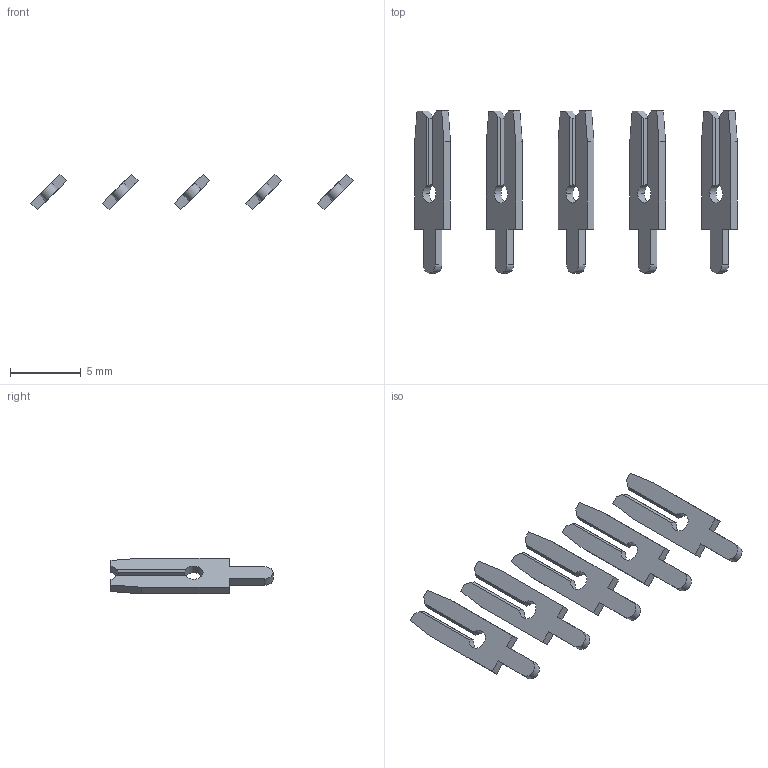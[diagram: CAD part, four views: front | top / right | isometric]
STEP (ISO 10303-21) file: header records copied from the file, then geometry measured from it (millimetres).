
FILE_DESCRIPTION (( 'STEP AP203' ), '1' );
FILE_NAME ('106-005-250-200.STEP', '2020-04-16T18:18:13', ( '' ), ( '' ), 'SwSTEP 2.0', 'SolidWorks 2016', '' );
FILE_SCHEMA (( 'CONFIG_CONTROL_DESIGN' ));
Length unit declared in the file: inch
Products named in the file (2): 106-005-250-200; 100-290-001_100-290-250
Assembly tree (5 placements, depth 2):
  106-005-250-200
    100-290-001_100-290-250  x5
Bounding box: 22.85 x 11.48 x 2.53 mm (x, y, z)
Volume: 78 mm3; surface area: 366.7 mm2
Topology: 5 solids, 5 shells, 120 faces, 330 edges, 220 vertices
Faces by surface type: plane 100, cylinder 20
Entity records: 1086 total; most frequent: CARTESIAN_POINT 154, DIRECTION 134, ORIENTED_EDGE 132, EDGE_CURVE 66, LINE 54, VECTOR 54, VERTEX_POINT 44, AXIS2_PLACEMENT_3D 40
